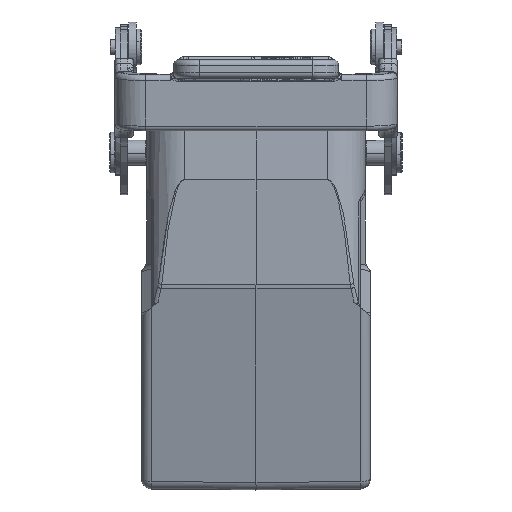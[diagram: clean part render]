
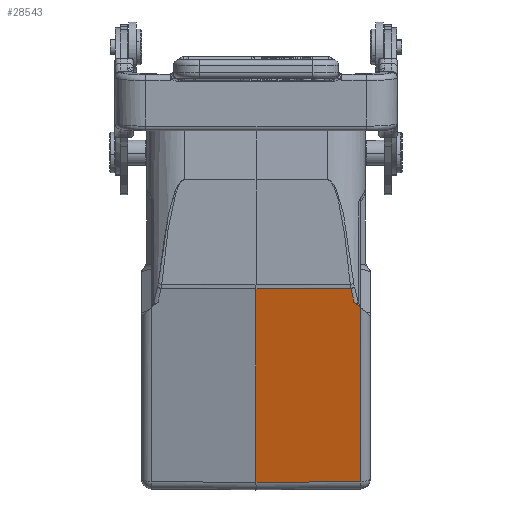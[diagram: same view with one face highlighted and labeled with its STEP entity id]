
A CAD part, left-side view. The second image highlights one B-rep face of the part: STEP entity #28543.
In plain terms, the highlighted planar face has unit normal (-0.966, -0.009, -0.259).
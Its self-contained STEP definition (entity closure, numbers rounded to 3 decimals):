
#980=CARTESIAN_POINT('',(-33.383,-20.517,
-36.083));
#996=DIRECTION('',(-0.259,0.,0.966));
#997=VECTOR('',#996,35.464);
#998=CARTESIAN_POINT('',(-24.205,-20.517,
-70.339));
#999=LINE('',#998,#997);
#1028=DIRECTION('',(-0.259,0.,0.966));
#1029=VECTOR('',#1028,39.439);
#1030=CARTESIAN_POINT('',(-24.342,0.,
-70.518));
#1031=LINE('',#1030,#1029);
#1032=CARTESIAN_POINT('',(-34.389,-18.655,
-32.394));
#1033=CARTESIAN_POINT('',(-34.15,-18.889,
-33.278));
#1034=CARTESIAN_POINT('',(-33.909,-19.089,
-34.171));
#1035=CARTESIAN_POINT('',(-33.666,-19.266,
-35.069));
#1037=DIRECTION('',(0.173,-0.765,-0.62));
#1038=VECTOR('',#1037,1.636);
#1039=CARTESIAN_POINT('',(-33.666,-19.266,
-35.069));
#1040=LINE('',#1039,#1038);
#1041=DIRECTION('',(-0.007,1.,-0.009));
#1042=VECTOR('',#1041,20.519);
#1043=CARTESIAN_POINT('',(-24.205,-20.517,
-70.339));
#1044=LINE('',#1043,#1042);
#1601=DIRECTION('',(-0.009,1.,-0.002));
#1602=VECTOR('',#1601,18.656);
#1603=CARTESIAN_POINT('',(-34.389,-18.655,
-32.394));
#1604=LINE('',#1603,#1602);
#22333=VERTEX_POINT('',#980);
#22334=CARTESIAN_POINT('',(-24.205,-20.517,
-70.339));
#22335=VERTEX_POINT('',#22334);
#22336=CARTESIAN_POINT('',(-33.666,-19.266,
-35.069));
#22337=VERTEX_POINT('',#22336);
#22343=CARTESIAN_POINT('',(-34.389,-18.655,
-32.394));
#22344=CARTESIAN_POINT('',(-34.55,0.,
-32.423));
#22345=VERTEX_POINT('',#22343);
#22346=VERTEX_POINT('',#22344);
#22347=CARTESIAN_POINT('',(-24.342,0.,
-70.518));
#22348=VERTEX_POINT('',#22347);
#28526=CARTESIAN_POINT('',(-23.945,0.,-72.));
#28527=DIRECTION('',(-0.966,-0.009,-0.259));
#28528=DIRECTION('',(-0.259,0.,0.966));
#28529=AXIS2_PLACEMENT_3D('',#28526,#28527,#28528);
#28530=PLANE('',#28529);
#28532=ORIENTED_EDGE('',*,*,#28531,.T.);
#28534=ORIENTED_EDGE('',*,*,#28533,.F.);
#28536=ORIENTED_EDGE('',*,*,#28535,.T.);
#28537=ORIENTED_EDGE('',*,*,#28509,.T.);
#28538=ORIENTED_EDGE('',*,*,#28499,.F.);
#28540=ORIENTED_EDGE('',*,*,#28539,.T.);
#28541=EDGE_LOOP('',(#28532,#28534,#28536,#28537,#28538,#28540));
#28542=FACE_OUTER_BOUND('',#28541,.F.);
#28543=ADVANCED_FACE('',(#28542),#28530,.T.);
#1036=B_SPLINE_CURVE_WITH_KNOTS('',3,(#1032,#1033,#1034,#1035),.UNSPECIFIED.,
.F.,.F.,(4,4),(0.,1.),.UNSPECIFIED.);
#28499=EDGE_CURVE('',#22335,#22333,#999,.T.);
#28509=EDGE_CURVE('',#22337,#22333,#1040,.T.);
#28531=EDGE_CURVE('',#22348,#22346,#1031,.T.);
#28533=EDGE_CURVE('',#22345,#22346,#1604,.T.);
#28535=EDGE_CURVE('',#22345,#22337,#1036,.T.);
#28539=EDGE_CURVE('',#22335,#22348,#1044,.T.);
